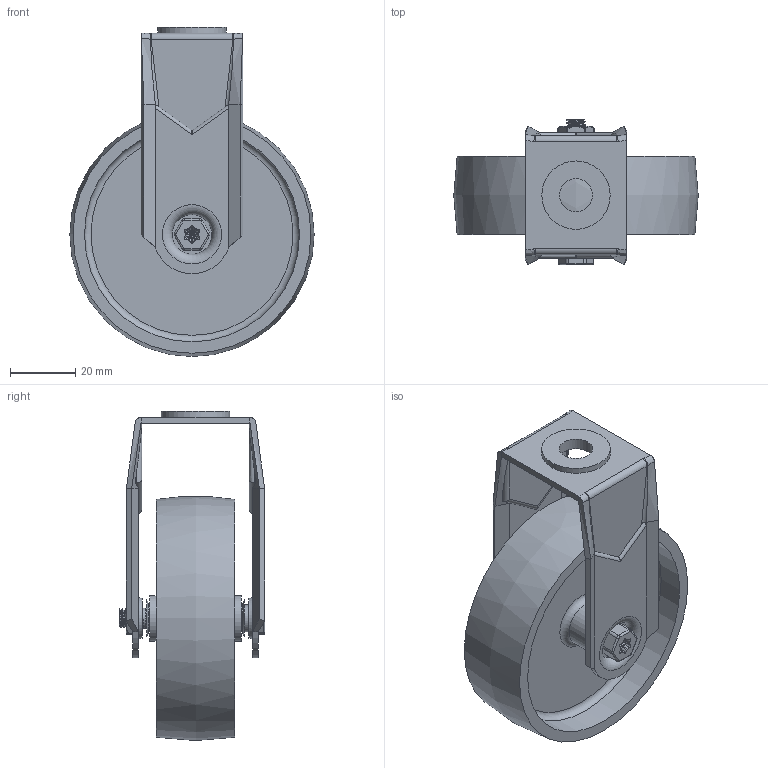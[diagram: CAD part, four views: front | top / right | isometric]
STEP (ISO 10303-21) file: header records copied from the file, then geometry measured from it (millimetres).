
FILE_DESCRIPTION(/* description */ ('','CAx-IF Rec.Pracs.---Representation and Presentation of Product Manufacturing Information (PMI)---4.0---2014-10-13'),/* implementation_level */ '2;1');
FILE_NAME(/* name */ 'BZRAF75PLBH10.step',/* time_stamp */ '2025-03-07T08:58:13Z',/* author */ (''),/* organization */ (''),/* preprocessor_version */ 'ST-DEVELOPER v20',/* originating_system */ 'Autodesk Translation Framework v13.20.0.188',/* authorisation */ '');
FILE_SCHEMA (('AP242_MANAGED_MODEL_BASED_3D_ENGINEERING_MIM_LF { 1 0 10303 442 1 1 4 }'));
Length unit declared in the file: millimetre
Products named in the file (11): BZRAF75PLBH10; BZRAF75ASBH10 v1; ZINC PLATED PRESSED STEEL FORKS; BZA75WPL v1; POLYPROPYLENE WHEEL; TUBEM8X30 v1; ZINC PLATED AXLE TUBE; BOLTBZRA6MM v2; ZINC PLATED AXLE BOLT; NM6GR8HALFGR8 v1; ZINC PLATED LOCKING NUT
Assembly tree (10 placements, depth 3):
  BZRAF75PLBH10
    BZRAF75ASBH10 v1
      ZINC PLATED PRESSED STEEL FORKS
    BZA75WPL v1
      POLYPROPYLENE WHEEL
    TUBEM8X30 v1
      ZINC PLATED AXLE TUBE
    BOLTBZRA6MM v2
      ZINC PLATED AXLE BOLT
    NM6GR8HALFGR8 v1
      ZINC PLATED LOCKING NUT
Bounding box: 75 x 44.75 x 101 mm (x, y, z)
Volume: 50522.3 mm3; surface area: 34035.3 mm2
Topology: 5 solids, 5 shells, 273 faces, 681 edges, 424 vertices
Faces by surface type: cylinder 97, plane 74, bspline 65, torus 21, cone 16
Full cylindrical faces by diameter (mm): 4.744 x2, 5.884 x4, 6 x2, 6.2 x1, 6.3 x1, 7.95 x1, 8 x1, 8.2 x2, 10.198 x1, 14 x2, 21 x1, 66 x2
Entity records: 24394 total; most frequent: CARTESIAN_POINT 17936, ORIENTED_EDGE 1350, DIRECTION 1233, EDGE_CURVE 675, AXIS2_PLACEMENT_3D 502, VERTEX_POINT 424, EDGE_LOOP 297, FACE_OUTER_BOUND 273
